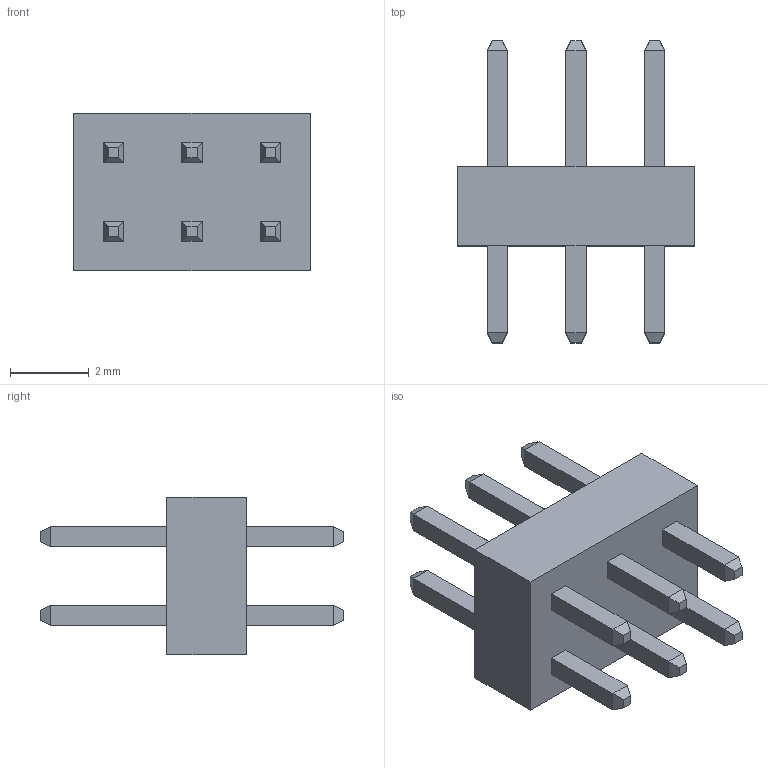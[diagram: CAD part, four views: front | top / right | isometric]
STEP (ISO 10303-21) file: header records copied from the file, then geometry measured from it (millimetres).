
FILE_DESCRIPTION( ( 'STEP AP214' ), '1' );
FILE_NAME( 'TMMH-103-01-L-D.stp', '2019-01-19T15:22:49', ( '' ), ( '' ), ' ', 'PARTsolutions', ' ' );
FILE_SCHEMA( ( 'AUTOMOTIVE_DESIGN { 1 0 10303 214 1 1 1 1 }' ) );
Length unit declared in the file: inch
Products named in the file (4): TMMH-103-01-L-D; _TMMH-103-01-L-D_body; _TMMH-103-01-L-D_pins1; _TMMH-103-01-L-D_pins2
Assembly tree (3 placements, depth 2):
  TMMH-103-01-L-D
    _TMMH-103-01-L-D_body
    _TMMH-103-01-L-D_pins1
    _TMMH-103-01-L-D_pins2
Bounding box: 6 x 7.67 x 3.99 mm (x, y, z)
Volume: 62.3 mm3; surface area: 257.8 mm2
Topology: 3 solids, 3 shells, 146 faces, 348 edges, 216 vertices
Faces by surface type: plane 146
Entity records: 5330 total; most frequent: CARTESIAN_POINT 714, ORIENTED_EDGE 696, DIRECTION 648, EDGE_CURVE 348, LINE 348, VECTOR 348, VERTEX_POINT 216, EDGE_LOOP 166
